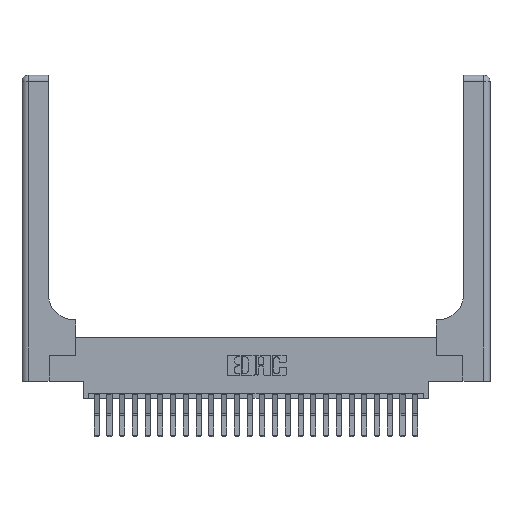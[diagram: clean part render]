
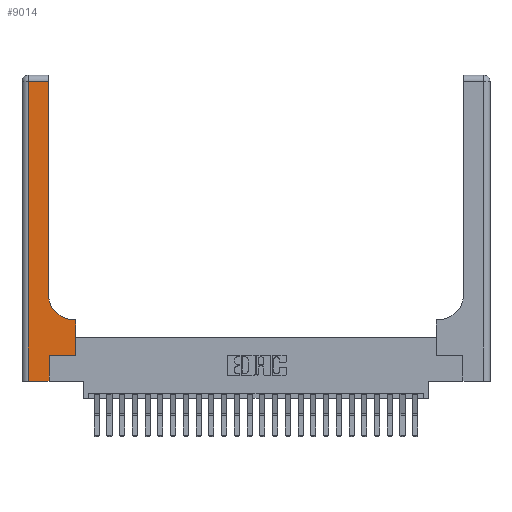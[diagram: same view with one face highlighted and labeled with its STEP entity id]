
A CAD part, top view. The second image highlights one B-rep face of the part: STEP entity #9014.
In plain terms, the highlighted planar face has unit normal (0, 0, 1).
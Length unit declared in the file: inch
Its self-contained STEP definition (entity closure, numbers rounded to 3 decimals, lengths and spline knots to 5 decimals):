
#67 = DIRECTION ( 'NONE',  ( 0., 0., -1. ) ) ;
#503 = CARTESIAN_POINT ( 'NONE',  ( 0.26, 3., 0.37 ) ) ;
#625 = VECTOR ( 'NONE', #9668, 39.37008 ) ;
#855 = EDGE_CURVE ( 'NONE', #17717, #4415, #15211, .T. ) ;
#958 = LINE ( 'NONE', #11111, #5507 ) ;
#1967 = DIRECTION ( 'NONE',  ( -1., 0., 0. ) ) ;
#3363 = VECTOR ( 'NONE', #17738, 39.37008 ) ;
#3610 = ORIENTED_EDGE ( 'NONE', *, *, #16044, .T. ) ;
#3842 = ORIENTED_EDGE ( 'NONE', *, *, #21880, .T. ) ;
#3984 = ORIENTED_EDGE ( 'NONE', *, *, #4628, .T. ) ;
#4059 = VERTEX_POINT ( 'NONE', #5520 ) ;
#4096 = CARTESIAN_POINT ( 'NONE',  ( 0.265, 0., 0.37 ) ) ;
#4142 = ORIENTED_EDGE ( 'NONE', *, *, #18738, .T. ) ;
#4166 = ORIENTED_EDGE ( 'NONE', *, *, #19224, .T. ) ;
#4279 = VERTEX_POINT ( 'NONE', #21293 ) ;
#4314 = ORIENTED_EDGE ( 'NONE', *, *, #5391, .T. ) ;
#4415 = VERTEX_POINT ( 'NONE', #23472 ) ;
#4494 = ORIENTED_EDGE ( 'NONE', *, *, #4949, .T. ) ;
#4495 = CARTESIAN_POINT ( 'NONE',  ( 0., 3., 0.37 ) ) ;
#4612 = ORIENTED_EDGE ( 'NONE', *, *, #855, .T. ) ;
#4628 = EDGE_CURVE ( 'NONE', #15996, #20479, #958, .T. ) ;
#4724 = CARTESIAN_POINT ( 'NONE',  ( 0., 0., 0.37 ) ) ;
#4756 = EDGE_LOOP ( 'NONE', ( #3610, #3842, #3984, #4142, #4166, #4314, #4494, #4612, #4761 ) ) ;
#4761 = ORIENTED_EDGE ( 'NONE', *, *, #7384, .T. ) ;
#4949 = EDGE_CURVE ( 'NONE', #6577, #17717, #8493, .T. ) ;
#5391 = EDGE_CURVE ( 'NONE', #23665, #6577, #15878, .T. ) ;
#5507 = VECTOR ( 'NONE', #13021, 39.37008 ) ;
#5520 = CARTESIAN_POINT ( 'NONE',  ( 0.26, 0.85, 0.37 ) ) ;
#6049 = DIRECTION ( 'NONE',  ( 0., 1., 0. ) ) ;
#6195 = CARTESIAN_POINT ( 'NONE',  ( 0.528, 0.6, 0.37 ) ) ;
#6410 = CARTESIAN_POINT ( 'NONE',  ( 0.528, 0.25, 0.37 ) ) ;
#6577 = VERTEX_POINT ( 'NONE', #11050 ) ;
#7301 = CARTESIAN_POINT ( 'NONE',  ( 0.265, 0.25, 0.37 ) ) ;
#7384 = EDGE_CURVE ( 'NONE', #4415, #4059, #21175, .T. ) ;
#7691 = LINE ( 'NONE', #15575, #17156 ) ;
#8343 = DIRECTION ( 'NONE',  ( -1., 0., 0. ) ) ;
#8493 = LINE ( 'NONE', #6410, #3363 ) ;
#8647 = VECTOR ( 'NONE', #12033, 39.37008 ) ;
#8904 = CARTESIAN_POINT ( 'NONE',  ( 0.06, 0., 0.37 ) ) ;
#9014 = ADVANCED_FACE ( 'NONE', ( #13793 ), #17753, .F. ) ;
#9668 = DIRECTION ( 'NONE',  ( 1., 0., 0. ) ) ;
#9900 = CARTESIAN_POINT ( 'NONE',  ( 0.26, 2.94, 0.37 ) ) ;
#10792 = VECTOR ( 'NONE', #1967, 39.37008 ) ;
#11050 = CARTESIAN_POINT ( 'NONE',  ( 0.528, 0.25, 0.37 ) ) ;
#11111 = CARTESIAN_POINT ( 'NONE',  ( 0.06, 3., 0.37 ) ) ;
#11580 = CARTESIAN_POINT ( 'NONE',  ( 0.51, 0.85, 0.37 ) ) ;
#12033 = DIRECTION ( 'NONE',  ( 0., 1., 0. ) ) ;
#12317 = VERTEX_POINT ( 'NONE', #9900 ) ;
#12330 = DIRECTION ( 'NONE',  ( 1., 0., 0. ) ) ;
#13021 = DIRECTION ( 'NONE',  ( 0., -1., 0. ) ) ;
#13456 = CARTESIAN_POINT ( 'NONE',  ( 0.26, 0.6, 0.37 ) ) ;
#13496 = DIRECTION ( 'NONE',  ( 1., 0., 0. ) ) ;
#13702 = LINE ( 'NONE', #503, #8647 ) ;
#13793 = FACE_OUTER_BOUND ( 'NONE', #4756, .T. ) ;
#15211 = LINE ( 'NONE', #13456, #10792 ) ;
#15575 = CARTESIAN_POINT ( 'NONE',  ( 0., 2.94, 0.37 ) ) ;
#15878 = LINE ( 'NONE', #20912, #625 ) ;
#15996 = VERTEX_POINT ( 'NONE', #21215 ) ;
#16044 = EDGE_CURVE ( 'NONE', #4059, #12317, #13702, .T. ) ;
#17156 = VECTOR ( 'NONE', #17447, 39.37008 ) ;
#17447 = DIRECTION ( 'NONE',  ( -1., 0., 0. ) ) ;
#17717 = VERTEX_POINT ( 'NONE', #6195 ) ;
#17738 = DIRECTION ( 'NONE',  ( 0., 1., 0. ) ) ;
#17753 = PLANE ( 'NONE',  #23829 ) ;
#17932 = VECTOR ( 'NONE', #6049, 39.37008 ) ;
#18738 = EDGE_CURVE ( 'NONE', #20479, #4279, #22895, .T. ) ;
#19224 = EDGE_CURVE ( 'NONE', #4279, #23665, #23466, .T. ) ;
#19639 = DIRECTION ( 'NONE',  ( 0., 0., -1. ) ) ;
#19906 = AXIS2_PLACEMENT_3D ( 'NONE', #11580, #67, #13496 ) ;
#20479 = VERTEX_POINT ( 'NONE', #8904 ) ;
#20912 = CARTESIAN_POINT ( 'NONE',  ( 0.265, 0.25, 0.37 ) ) ;
#21175 = CIRCLE ( 'NONE', #19906, 0.25 ) ;
#21215 = CARTESIAN_POINT ( 'NONE',  ( 0.06, 2.94, 0.37 ) ) ;
#21293 = CARTESIAN_POINT ( 'NONE',  ( 0.265, 0., 0.37 ) ) ;
#21880 = EDGE_CURVE ( 'NONE', #12317, #15996, #7691, .T. ) ;
#22321 = VECTOR ( 'NONE', #12330, 39.37008 ) ;
#22895 = LINE ( 'NONE', #4724, #22321 ) ;
#23466 = LINE ( 'NONE', #4096, #17932 ) ;
#23472 = CARTESIAN_POINT ( 'NONE',  ( 0.51, 0.6, 0.37 ) ) ;
#23665 = VERTEX_POINT ( 'NONE', #7301 ) ;
#23829 = AXIS2_PLACEMENT_3D ( 'NONE', #4495, #19639, #8343 ) ;
